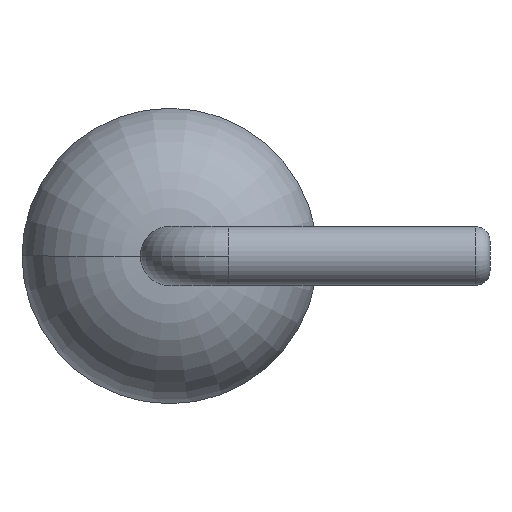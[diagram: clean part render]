
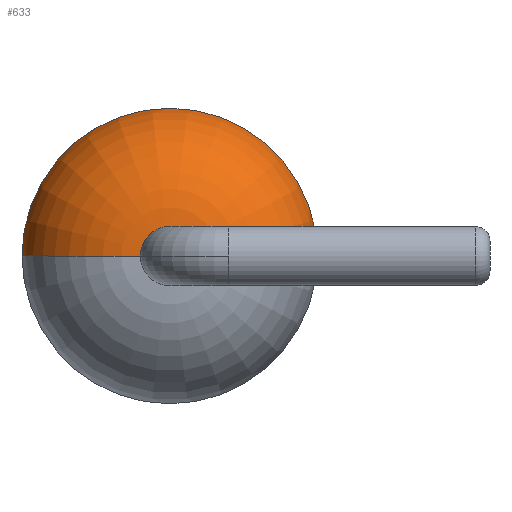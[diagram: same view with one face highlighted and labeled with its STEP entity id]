
A CAD part, left-side view. The second image highlights one B-rep face of the part: STEP entity #633.
In plain terms, the highlighted toroidal (fillet/blend) face has major radius 0.3 mm and minor radius 1.21 mm.
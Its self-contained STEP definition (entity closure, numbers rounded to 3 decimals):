
#64 = DIRECTION ( 'NONE',  ( 0., 0., -1. ) ) ;
#70 = EDGE_LOOP ( 'NONE', ( #1505, #497, #1564, #1165, #758 ) ) ;
#82 = CARTESIAN_POINT ( 'NONE',  ( -4.75, 0., 0. ) ) ;
#124 = AXIS2_PLACEMENT_3D ( 'NONE', #989, #1667, #292 ) ;
#125 = DIRECTION ( 'NONE',  ( -1., 0., 0. ) ) ;
#220 = CARTESIAN_POINT ( 'NONE',  ( -4.75, -0.3, 0. ) ) ;
#231 = DIRECTION ( 'NONE',  ( 0., -1., 0. ) ) ;
#239 = TOROIDAL_SURFACE ( 'NONE', #1596, 0.3, 1.21 ) ;
#257 = DIRECTION ( 'NONE',  ( 0., -1., 0. ) ) ;
#292 = DIRECTION ( 'NONE',  ( 0., -1., 0. ) ) ;
#404 = DIRECTION ( 'NONE',  ( -1., 0., 0. ) ) ;
#459 = VERTEX_POINT ( 'NONE', #569 ) ;
#471 = AXIS2_PLACEMENT_3D ( 'NONE', #1610, #125, #231 ) ;
#475 = EDGE_CURVE ( 'NONE', #903, #1315, #1868, .T. ) ;
#494 = CARTESIAN_POINT ( 'NONE',  ( -3.54, 0., 0. ) ) ;
#497 = ORIENTED_EDGE ( 'NONE', *, *, #1603, .T. ) ;
#518 = DIRECTION ( 'NONE',  ( -1., 0., 0. ) ) ;
#569 = CARTESIAN_POINT ( 'NONE',  ( -4.75, 0., 0.3 ) ) ;
#575 = EDGE_CURVE ( 'NONE', #459, #993, #1888, .T. ) ;
#633 = ADVANCED_FACE ( 'NONE', ( #1374 ), #239, .T. ) ;
#637 = AXIS2_PLACEMENT_3D ( 'NONE', #1407, #64, #518 ) ;
#758 = ORIENTED_EDGE ( 'NONE', *, *, #1583, .F. ) ;
#814 = DIRECTION ( 'NONE',  ( 0., -1., 0. ) ) ;
#886 = CIRCLE ( 'NONE', #1862, 1.21 ) ;
#903 = VERTEX_POINT ( 'NONE', #951 ) ;
#951 = CARTESIAN_POINT ( 'NONE',  ( -3.694, -1.5, 0. ) ) ;
#989 = CARTESIAN_POINT ( 'NONE',  ( -4.75, 0., 0. ) ) ;
#993 = VERTEX_POINT ( 'NONE', #1259 ) ;
#1006 = CARTESIAN_POINT ( 'NONE',  ( -3.694, 1.5, 0. ) ) ;
#1126 = DIRECTION ( 'NONE',  ( 0., 0., 1. ) ) ;
#1131 = VERTEX_POINT ( 'NONE', #220 ) ;
#1144 = CARTESIAN_POINT ( 'NONE',  ( -3.54, 0.3, 0. ) ) ;
#1165 = ORIENTED_EDGE ( 'NONE', *, *, #1224, .F. ) ;
#1224 = EDGE_CURVE ( 'NONE', #1131, #459, #1717, .T. ) ;
#1259 = CARTESIAN_POINT ( 'NONE',  ( -4.75, 0.3, 0. ) ) ;
#1315 = VERTEX_POINT ( 'NONE', #1006 ) ;
#1374 = FACE_OUTER_BOUND ( 'NONE', #70, .T. ) ;
#1393 = DIRECTION ( 'NONE',  ( -1., 0., 0. ) ) ;
#1407 = CARTESIAN_POINT ( 'NONE',  ( -3.54, -0.3, 0. ) ) ;
#1465 = AXIS2_PLACEMENT_3D ( 'NONE', #82, #404, #257 ) ;
#1486 = CIRCLE ( 'NONE', #637, 1.21 ) ;
#1505 = ORIENTED_EDGE ( 'NONE', *, *, #475, .T. ) ;
#1564 = ORIENTED_EDGE ( 'NONE', *, *, #575, .F. ) ;
#1583 = EDGE_CURVE ( 'NONE', #903, #1131, #1486, .T. ) ;
#1596 = AXIS2_PLACEMENT_3D ( 'NONE', #494, #1393, #1709 ) ;
#1603 = EDGE_CURVE ( 'NONE', #1315, #993, #886, .T. ) ;
#1610 = CARTESIAN_POINT ( 'NONE',  ( -3.694, 0., 0. ) ) ;
#1667 = DIRECTION ( 'NONE',  ( -1., 0., 0. ) ) ;
#1709 = DIRECTION ( 'NONE',  ( 0., -1., 0. ) ) ;
#1717 = CIRCLE ( 'NONE', #1465, 0.3 ) ;
#1862 = AXIS2_PLACEMENT_3D ( 'NONE', #1144, #1126, #814 ) ;
#1868 = CIRCLE ( 'NONE', #471, 1.5 ) ;
#1888 = CIRCLE ( 'NONE', #124, 0.3 ) ;
